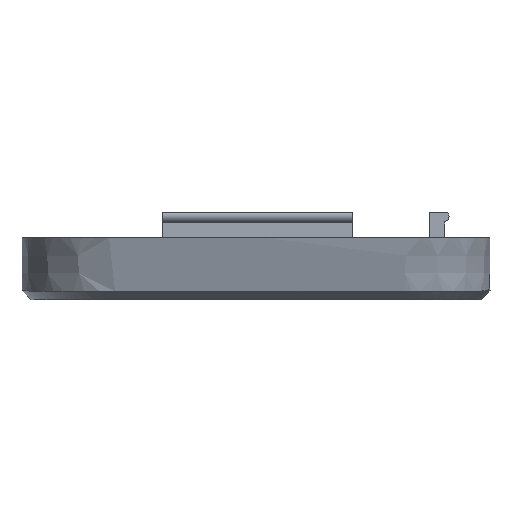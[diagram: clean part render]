
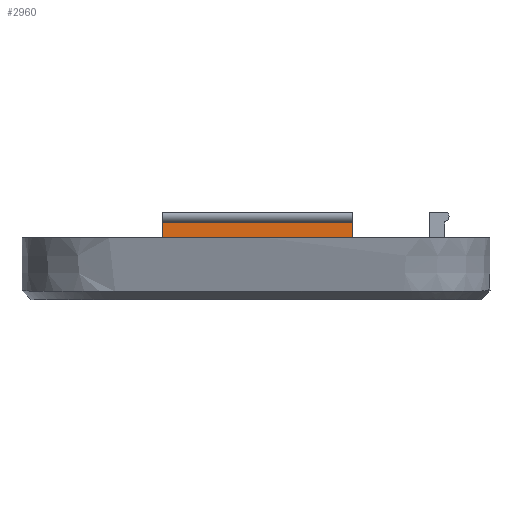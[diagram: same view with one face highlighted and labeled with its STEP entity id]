
A CAD part, front view. The second image highlights one B-rep face of the part: STEP entity #2960.
In plain terms, the highlighted planar face has unit normal (0, -1, 0).
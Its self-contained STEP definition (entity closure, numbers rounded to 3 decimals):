
#209=FACE_OUTER_BOUND('',#363,.T.);
#363=EDGE_LOOP('',(#2359,#2360,#2361,#2362));
#506=LINE('',#4140,#859);
#511=LINE('',#4150,#864);
#628=LINE('',#4977,#981);
#662=LINE('',#5052,#1015);
#859=VECTOR('',#3343,10.);
#864=VECTOR('',#3350,10.);
#981=VECTOR('',#3575,10.);
#1015=VECTOR('',#3637,10.);
#1206=VERTEX_POINT('',#4137);
#1207=VERTEX_POINT('',#4139);
#1210=VERTEX_POINT('',#4147);
#1211=VERTEX_POINT('',#4149);
#1507=EDGE_CURVE('',#1206,#1207,#506,.T.);
#1512=EDGE_CURVE('',#1210,#1211,#511,.T.);
#1679=EDGE_CURVE('',#1207,#1210,#628,.T.);
#1719=EDGE_CURVE('',#1206,#1211,#662,.T.);
#2359=ORIENTED_EDGE('',*,*,#1719,.T.);
#2360=ORIENTED_EDGE('',*,*,#1512,.F.);
#2361=ORIENTED_EDGE('',*,*,#1679,.F.);
#2362=ORIENTED_EDGE('',*,*,#1507,.F.);
#2831=PLANE('',#3156);
#2960=ADVANCED_FACE('',(#209),#2831,.T.);
#3156=AXIS2_PLACEMENT_3D('',#5129,#3718,#3719);
#3343=DIRECTION('',(0.,0.,-1.));
#3350=DIRECTION('',(0.,0.,1.));
#3575=DIRECTION('',(-1.,0.,0.));
#3637=DIRECTION('',(-1.,0.,0.));
#3718=DIRECTION('center_axis',(0.,-1.,0.));
#3719=DIRECTION('ref_axis',(0.,0.,1.));
#4137=CARTESIAN_POINT('',(21.899,-2.191,3.856));
#4139=CARTESIAN_POINT('',(21.899,-2.191,2.63));
#4140=CARTESIAN_POINT('',(21.899,-2.191,2.058));
#4147=CARTESIAN_POINT('',(7.093,-2.191,2.63));
#4149=CARTESIAN_POINT('',(7.093,-2.191,3.856));
#4150=CARTESIAN_POINT('',(7.093,-2.191,3.987));
#4977=CARTESIAN_POINT('',(16.375,-2.191,2.63));
#5052=CARTESIAN_POINT('',(19.093,-2.191,3.856));
#5129=CARTESIAN_POINT('Origin',(19.093,-2.191,1.2));
